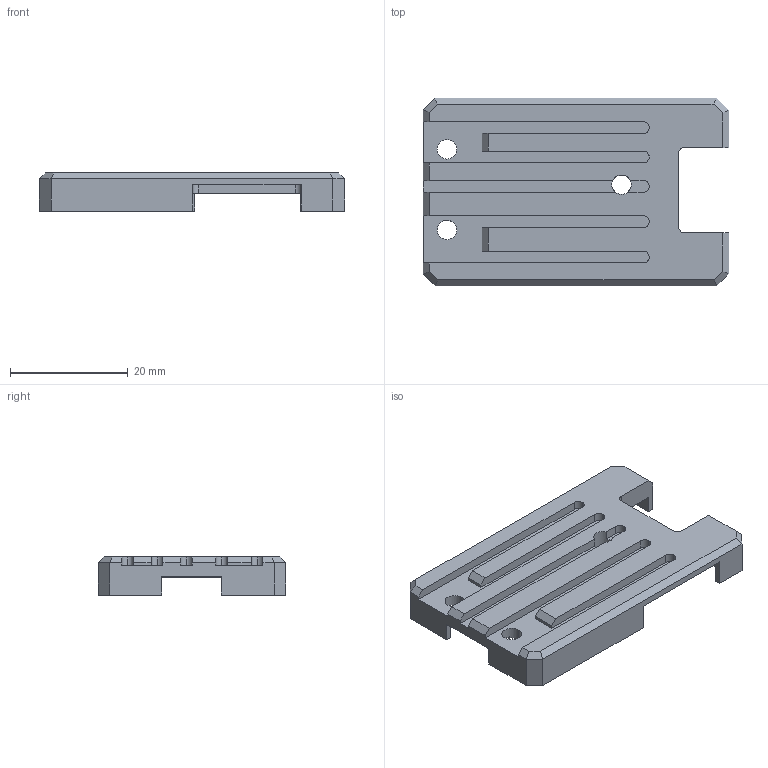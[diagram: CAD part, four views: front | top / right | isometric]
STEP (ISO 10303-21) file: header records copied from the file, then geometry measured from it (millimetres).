
FILE_DESCRIPTION (( 'STEP AP203' ), '1' );
FILE_NAME ('housing.STEP', '2023-03-28T14:33:52', ( '' ), ( '' ), 'SwSTEP 2.0', 'SolidWorks 2021', '' );
FILE_SCHEMA (( 'CONFIG_CONTROL_DESIGN' ));
Length unit declared in the file: millimetre
Products named in the file (1): housing
Bounding box: 51.88 x 31.88 x 6.5 mm (x, y, z)
Volume: 4614.7 mm3; surface area: 4778.3 mm2
Topology: 1 solids, 1 shells, 113 faces, 329 edges, 216 vertices
Faces by surface type: plane 77, cylinder 36
Entity records: 3816 total; most frequent: CARTESIAN_POINT 659, ORIENTED_EDGE 658, DIRECTION 637, EDGE_CURVE 329, VECTOR 249, LINE 249, VERTEX_POINT 216, AXIS2_PLACEMENT_3D 194
